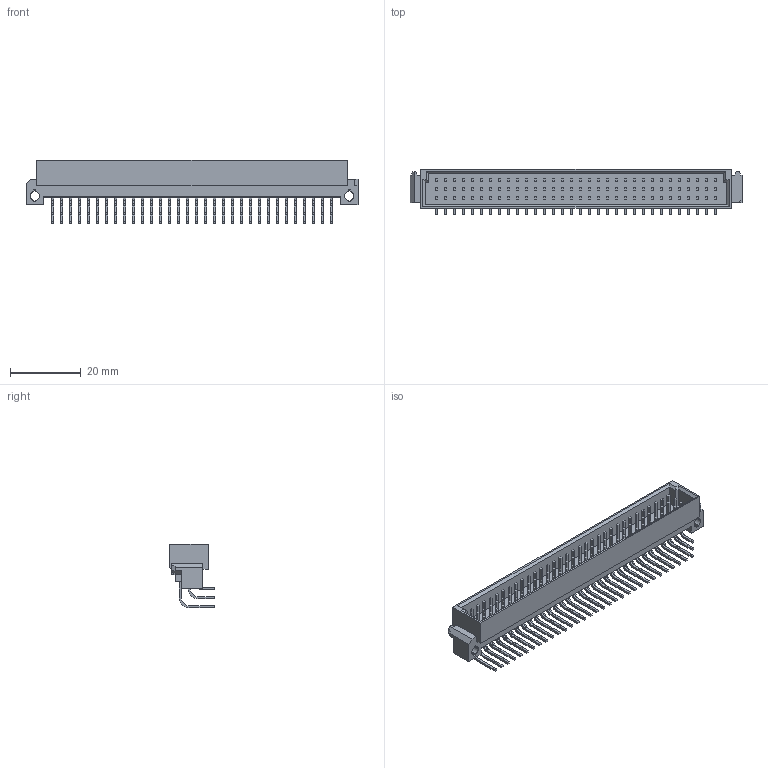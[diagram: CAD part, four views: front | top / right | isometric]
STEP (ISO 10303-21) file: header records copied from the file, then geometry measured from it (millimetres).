
FILE_DESCRIPTION(('STEP AP242'),'1');
FILE_NAME('650947-5.stp','2022-12-08T22:54:07',('TraceParts'),('TraceParts S.A.'),'Spatial InterOp 3D',' ',' ');
FILE_SCHEMA(('AP242_MANAGED_MODEL_BASED_3D_ENGINEERING_MIM_LF {1 0 10303 442 1 1 4}'));
Length unit declared in the file: millimetre
Products named in the file (1): 650947-5
Bounding box: 93.85 x 12.75 x 18.02 mm (x, y, z)
Volume: 5436.9 mm3; surface area: 9158.3 mm2
Topology: 1 solids, 1 shells, 1864 faces, 4937 edges, 3288 vertices
Faces by surface type: plane 1660, cylinder 202, extrusion 2
Entity records: 56970 total; most frequent: CARTESIAN_POINT 10160, ORIENTED_EDGE 9874, DIRECTION 9065, EDGE_CURVE 4937, VECTOR 4531, LINE 4529, VERTEX_POINT 3288, AXIS2_PLACEMENT_3D 2267
